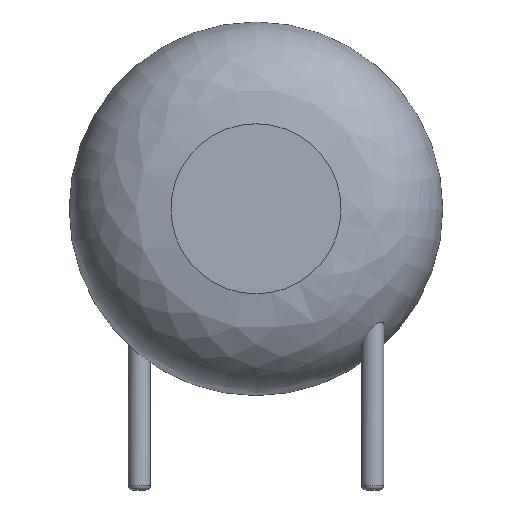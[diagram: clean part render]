
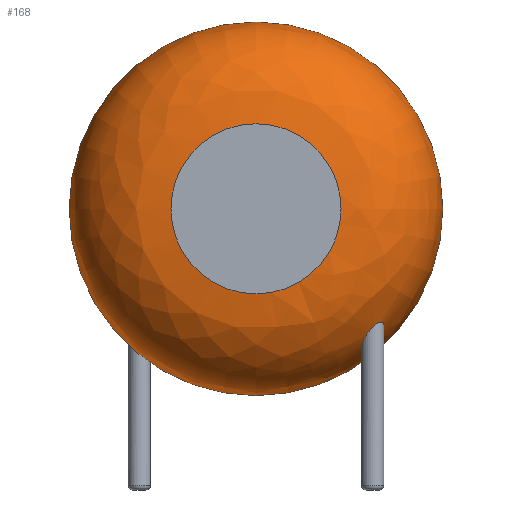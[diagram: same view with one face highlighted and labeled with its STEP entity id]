
A CAD part, front view. The second image highlights one B-rep face of the part: STEP entity #168.
In plain terms, the highlighted face is a revolution surface.
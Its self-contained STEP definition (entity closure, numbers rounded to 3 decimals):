
#24 = VERTEX_POINT('',#25);
#25 = CARTESIAN_POINT('',(9.75,-1.782,6.03));
#31 = EDGE_CURVE('',#24,#24,#32,.T.);
#32 = CIRCLE('',#33,6.);
#33 = AXIS2_PLACEMENT_3D('',#34,#35,#36);
#34 = CARTESIAN_POINT('',(3.75,-1.782,6.03));
#35 = DIRECTION('',(0.,-1.,0.));
#36 = DIRECTION('',(1.,0.,0.));
#168 = ADVANCED_FACE('',(#169,#189),#271,.T.);
#169 = FACE_BOUND('',#170,.T.);
#170 = EDGE_LOOP('',(#171,#172,#181,#188));
#171 = ORIENTED_EDGE('',*,*,#31,.T.);
#172 = ORIENTED_EDGE('',*,*,#173,.T.);
#173 = EDGE_CURVE('',#24,#174,#176,.T.);
#174 = VERTEX_POINT('',#175);
#175 = CARTESIAN_POINT('',(6.482,-5.05,6.03));
#176 = CIRCLE('',#177,3.268);
#177 = AXIS2_PLACEMENT_3D('',#178,#179,#180);
#178 = CARTESIAN_POINT('',(6.482,-1.782,6.03));
#179 = DIRECTION('',(0.,0.,-1.));
#180 = DIRECTION('',(1.,0.,0.));
#181 = ORIENTED_EDGE('',*,*,#182,.F.);
#182 = EDGE_CURVE('',#174,#174,#183,.T.);
#183 = CIRCLE('',#184,2.732);
#184 = AXIS2_PLACEMENT_3D('',#185,#186,#187);
#185 = CARTESIAN_POINT('',(3.75,-5.05,6.03));
#186 = DIRECTION('',(0.,-1.,0.));
#187 = DIRECTION('',(1.,0.,0.));
#188 = ORIENTED_EDGE('',*,*,#173,.F.);
#189 = FACE_BOUND('',#190,.T.);
#190 = EDGE_LOOP('',(#191,#210));
#191 = ORIENTED_EDGE('',*,*,#192,.T.);
#192 = EDGE_CURVE('',#193,#195,#197,.T.);
#193 = VERTEX_POINT('',#194);
#194 = CARTESIAN_POINT('',(7.86,-3.4,2.269));
#195 = VERTEX_POINT('',#196);
#196 = CARTESIAN_POINT('',(7.443,-3.045,1.628)
);
#197 = B_SPLINE_CURVE_WITH_KNOTS('',6,(#198,#199,#200,#201,#202,#203,
#204,#205,#206,#207,#208,#209),.UNSPECIFIED.,.F.,.F.,(7,5,7),(
0.,0.441,1.),.UNSPECIFIED.);
#198 = CARTESIAN_POINT('',(7.86,-3.4,2.269));
#199 = CARTESIAN_POINT('',(7.86,-3.353,2.229));
#200 = CARTESIAN_POINT('',(7.853,-3.307,2.185)
);
#201 = CARTESIAN_POINT('',(7.839,-3.264,2.137
));
#202 = CARTESIAN_POINT('',(7.819,-3.223,2.087)
);
#203 = CARTESIAN_POINT('',(7.793,-3.187,2.036
));
#204 = CARTESIAN_POINT('',(7.725,-3.113,1.921
));
#205 = CARTESIAN_POINT('',(7.679,-3.079,1.855
));
#206 = CARTESIAN_POINT('',(7.626,-3.054,1.791
));
#207 = CARTESIAN_POINT('',(7.567,-3.038,1.73)
);
#208 = CARTESIAN_POINT('',(7.505,-3.035,1.675)
);
#209 = CARTESIAN_POINT('',(7.443,-3.045,1.628)
);
#210 = ORIENTED_EDGE('',*,*,#211,.T.);
#211 = EDGE_CURVE('',#195,#193,#212,.T.);
#212 = B_SPLINE_CURVE_WITH_KNOTS('',8,(#213,#214,#215,#216,#217,#218,
#219,#220,#221,#222,#223,#224,#225,#226,#227,#228,#229,#230,#231,
#232,#233,#234,#235,#236,#237,#238,#239,#240,#241,#242,#243,#244,
#245,#246,#247,#248,#249,#250,#251,#252,#253,#254,#255,#256,#257,
#258,#259,#260,#261,#262,#263,#264,#265,#266,#267,#268,#269,#270),
.UNSPECIFIED.,.F.,.F.,(9,7,7,7,7,7,7,7,9),(0.,0.164,
0.27,0.327,0.517,0.745,
0.828,0.894,1.),.UNSPECIFIED.);
#213 = CARTESIAN_POINT('',(7.443,-3.045,1.628)
);
#214 = CARTESIAN_POINT('',(7.409,-3.05,1.602)
);
#215 = CARTESIAN_POINT('',(7.375,-3.059,1.579
));
#216 = CARTESIAN_POINT('',(7.342,-3.072,1.559));
#217 = CARTESIAN_POINT('',(7.309,-3.09,1.543
));
#218 = CARTESIAN_POINT('',(7.279,-3.111,1.531
));
#219 = CARTESIAN_POINT('',(7.251,-3.135,1.523
));
#220 = CARTESIAN_POINT('',(7.226,-3.163,1.521
));
#221 = CARTESIAN_POINT('',(7.192,-3.212,1.524
));
#222 = CARTESIAN_POINT('',(7.18,-3.233,1.527
));
#223 = CARTESIAN_POINT('',(7.169,-3.254,1.532)
);
#224 = CARTESIAN_POINT('',(7.16,-3.275,1.539)
);
#225 = CARTESIAN_POINT('',(7.153,-3.297,1.548
));
#226 = CARTESIAN_POINT('',(7.148,-3.319,1.559
));
#227 = CARTESIAN_POINT('',(7.144,-3.341,1.571)
);
#228 = CARTESIAN_POINT('',(7.141,-3.375,1.592)
);
#229 = CARTESIAN_POINT('',(7.14,-3.387,1.599
));
#230 = CARTESIAN_POINT('',(7.14,-3.399,1.608)
);
#231 = CARTESIAN_POINT('',(7.14,-3.411,1.616));
#232 = CARTESIAN_POINT('',(7.14,-3.422,1.625
));
#233 = CARTESIAN_POINT('',(7.141,-3.434,1.634
));
#234 = CARTESIAN_POINT('',(7.143,-3.445,1.644
));
#235 = CARTESIAN_POINT('',(7.15,-3.494,1.687
));
#236 = CARTESIAN_POINT('',(7.161,-3.529,1.722)
);
#237 = CARTESIAN_POINT('',(7.175,-3.562,1.761
));
#238 = CARTESIAN_POINT('',(7.192,-3.594,1.801
));
#239 = CARTESIAN_POINT('',(7.212,-3.622,1.843
));
#240 = CARTESIAN_POINT('',(7.235,-3.648,1.886
));
#241 = CARTESIAN_POINT('',(7.261,-3.671,1.929
));
#242 = CARTESIAN_POINT('',(7.322,-3.716,2.025
));
#243 = CARTESIAN_POINT('',(7.359,-3.736,2.077)
);
#244 = CARTESIAN_POINT('',(7.398,-3.751,2.129
));
#245 = CARTESIAN_POINT('',(7.44,-3.761,2.179
));
#246 = CARTESIAN_POINT('',(7.484,-3.766,2.227
));
#247 = CARTESIAN_POINT('',(7.53,-3.764,2.271)
);
#248 = CARTESIAN_POINT('',(7.577,-3.755,2.309
));
#249 = CARTESIAN_POINT('',(7.639,-3.733,2.35)
);
#250 = CARTESIAN_POINT('',(7.655,-3.726,2.36
));
#251 = CARTESIAN_POINT('',(7.672,-3.718,2.369)
);
#252 = CARTESIAN_POINT('',(7.688,-3.708,2.376
));
#253 = CARTESIAN_POINT('',(7.703,-3.698,2.382
));
#254 = CARTESIAN_POINT('',(7.718,-3.687,2.387
));
#255 = CARTESIAN_POINT('',(7.733,-3.675,2.39
));
#256 = CARTESIAN_POINT('',(7.757,-3.652,2.393
));
#257 = CARTESIAN_POINT('',(7.767,-3.642,2.393
));
#258 = CARTESIAN_POINT('',(7.777,-3.631,2.392)
);
#259 = CARTESIAN_POINT('',(7.787,-3.619,2.391
));
#260 = CARTESIAN_POINT('',(7.795,-3.607,2.388
));
#261 = CARTESIAN_POINT('',(7.804,-3.595,2.385
));
#262 = CARTESIAN_POINT('',(7.811,-3.582,2.381
));
#263 = CARTESIAN_POINT('',(7.829,-3.549,2.368
));
#264 = CARTESIAN_POINT('',(7.838,-3.528,2.358)
);
#265 = CARTESIAN_POINT('',(7.845,-3.507,2.347)
);
#266 = CARTESIAN_POINT('',(7.851,-3.485,2.334
));
#267 = CARTESIAN_POINT('',(7.856,-3.464,2.319
));
#268 = CARTESIAN_POINT('',(7.859,-3.442,2.303
));
#269 = CARTESIAN_POINT('',(7.86,-3.421,2.287));
#270 = CARTESIAN_POINT('',(7.86,-3.4,2.269));
#271 = SURFACE_OF_REVOLUTION('',#272,#285);
#272 = B_SPLINE_CURVE_WITH_KNOTS('',6,(#273,#274,#275,#276,#277,#278,
#279,#280,#281,#282,#283,#284),.UNSPECIFIED.,.F.,.F.,(7,5,7),(
0.,0.785,1.571),.UNSPECIFIED.);
#273 = CARTESIAN_POINT('',(9.75,-1.782,6.03));
#274 = CARTESIAN_POINT('',(9.75,-2.21,6.03));
#275 = CARTESIAN_POINT('',(9.683,-2.637,6.03));
#276 = CARTESIAN_POINT('',(9.548,-3.052,6.03));
#277 = CARTESIAN_POINT('',(9.35,-3.44,6.03));
#278 = CARTESIAN_POINT('',(9.095,-3.79,6.03));
#279 = CARTESIAN_POINT('',(8.49,-4.395,6.03));
#280 = CARTESIAN_POINT('',(8.14,-4.65,6.03));
#281 = CARTESIAN_POINT('',(7.752,-4.848,6.03));
#282 = CARTESIAN_POINT('',(7.337,-4.983,6.03));
#283 = CARTESIAN_POINT('',(6.91,-5.05,6.03));
#284 = CARTESIAN_POINT('',(6.482,-5.05,6.03));
#285 = AXIS1_PLACEMENT('',#286,#287);
#286 = CARTESIAN_POINT('',(3.75,-1.782,6.03));
#287 = DIRECTION('',(0.,-1.,0.));
